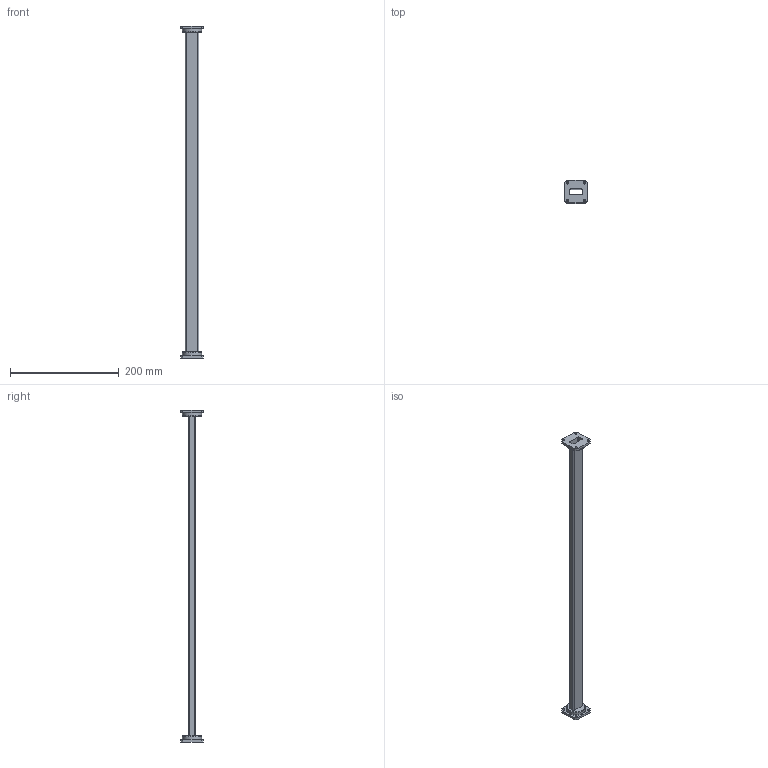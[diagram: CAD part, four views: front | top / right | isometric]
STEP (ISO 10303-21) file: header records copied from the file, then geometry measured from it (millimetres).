
FILE_DESCRIPTION (( 'STEP AP203' ), '1' );
FILE_NAME ('SMW90SF005-24_3D.step', '2020-08-11T22:12:10', ( '' ), ( '' ), 'SwSTEP 2.0', 'SolidWorks 2018', '' );
FILE_SCHEMA (( 'CONFIG_CONTROL_DESIGN' ));
Length unit declared in the file: inch
Products named in the file (1): SMW90SF005-24_3D
Bounding box: 41.27 x 41.27 x 609.6 mm (x, y, z)
Volume: 72472 mm3; surface area: 89637.1 mm2
Topology: 1 solids, 1 shells, 52 faces, 134 edges, 88 vertices
Faces by surface type: plane 30, cylinder 18, torus 4
Full cylindrical faces by diameter (mm): 4.293 x8, 35 x2
Entity records: 1631 total; most frequent: DIRECTION 266, CARTESIAN_POINT 261, ORIENTED_EDGE 240, EDGE_CURVE 120, AXIS2_PLACEMENT_3D 93, VERTEX_POINT 88, EDGE_LOOP 88, LINE 80
